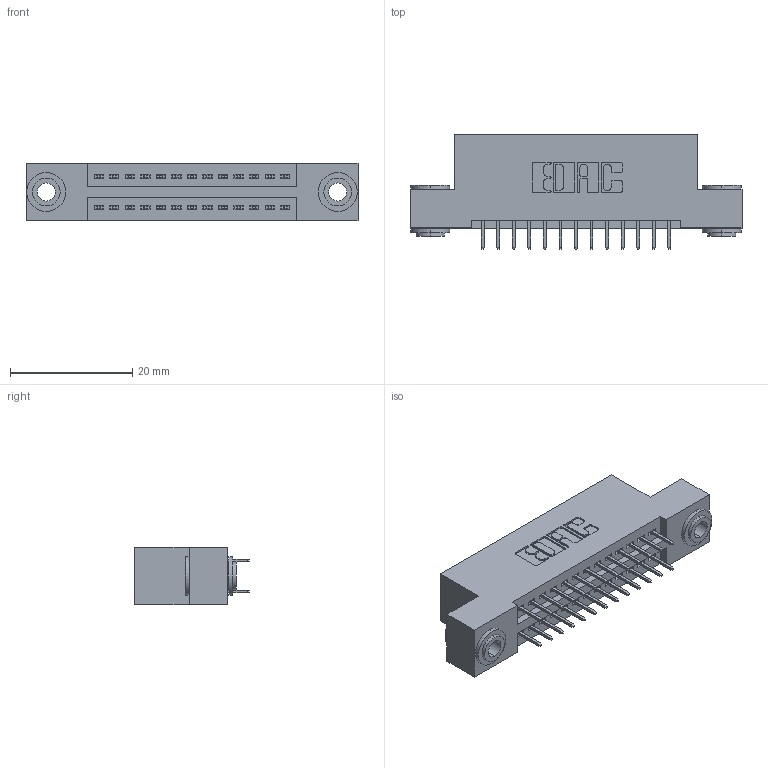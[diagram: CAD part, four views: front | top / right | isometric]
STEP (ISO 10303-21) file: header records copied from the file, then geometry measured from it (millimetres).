
FILE_DESCRIPTION (( 'STEP AP203' ), '1' );
FILE_NAME ('395-026-525-203.STEP', '2020-09-23T15:56:52', ( '' ), ( '' ), 'SwSTEP 2.0', 'SolidWorks 2020', '' );
FILE_SCHEMA (( 'CONFIG_CONTROL_DESIGN' ));
Length unit declared in the file: inch
Products named in the file (4): 345 Part_Flush Mounting Lugs - 0.156 Dia-TH; 345-250-002_345-250-002-102; 345-292-001_345-293-125; 395-026-525-203
Assembly tree (29 placements, depth 2):
  395-026-525-203
    345 Part_Flush Mounting Lugs - 0.156 Dia-TH
    345-292-001_345-293-125  x26
    345-250-002_345-250-002-102  x2
Bounding box: 54.23 x 18.72 x 9.4 mm (x, y, z)
Volume: 4975.3 mm3; surface area: 6868.6 mm2
Topology: 29 solids, 29 shells, 1568 faces, 4395 edges, 2822 vertices
Faces by surface type: plane 1104, cylinder 456, cone 8
Entity records: 14828 total; most frequent: CARTESIAN_POINT 2487, ORIENTED_EDGE 2414, DIRECTION 2261, EDGE_CURVE 1207, VECTOR 1003, LINE 1003, VERTEX_POINT 798, AXIS2_PLACEMENT_3D 629
